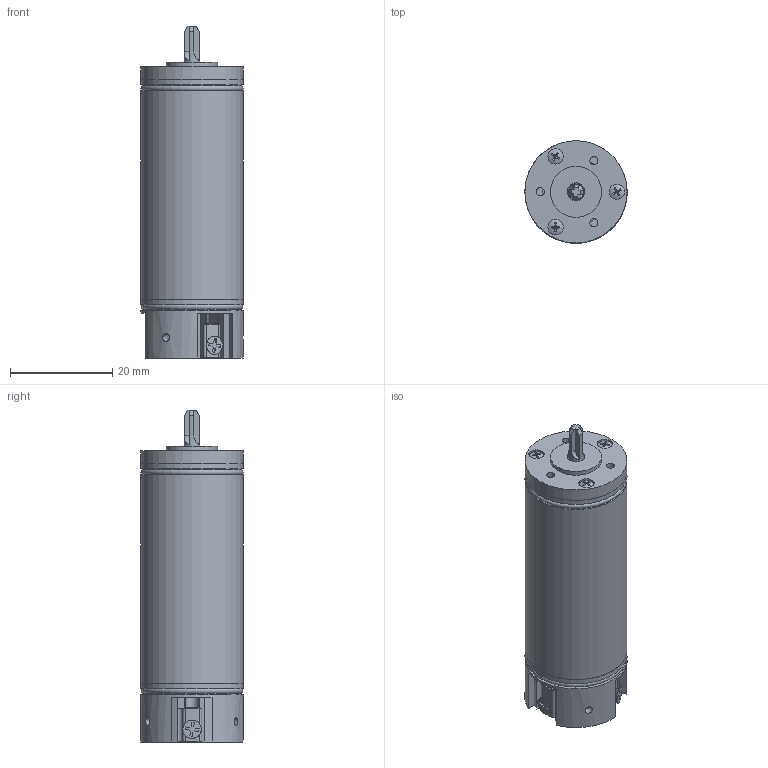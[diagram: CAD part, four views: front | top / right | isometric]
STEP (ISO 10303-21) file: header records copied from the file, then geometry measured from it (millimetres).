
FILE_DESCRIPTION (( 'STEP AP203' ), '1' );
FILE_NAME ('ECH2057 3D芞.STEP', '2025-12-04T01:39:10', ( 'Windows 蚚誧' ), ( 'Organization' ), 'SwSTEP 2.0', 'SolidWorks 2020', '' );
FILE_SCHEMA (( 'CONFIG_CONTROL_DESIGN' ));
Length unit declared in the file: millimetre
Products named in the file (12): 01.01.0074 ヶ傷裔; M1.6x3; 01.02.0152 綴傷裔; 01.20.0008 諉盄嘐隅啣(陔); ECH2057 3Dͼ; 01.20.0007 傷赽釱(陔); 01.05.0004 O型圈; M1.6｡ﾁ5; 01.07.0021 儂褲; 01.10.0036 粣; 01.05.0007 O型圈; 01.06.0003 粣創
Assembly tree (20 placements, depth 2):
  ECH2057 3Dͼ
    01.07.0021 儂褲
    01.01.0074 ヶ傷裔
    01.02.0152 綴傷裔
    01.05.0004 O型圈  x2
    01.06.0003 粣創  x2
    01.10.0036 粣
    01.20.0007 傷赽釱(陔)
    01.20.0008 諉盄嘐隅啣(陔)  x3
    01.05.0007 O型圈  x2
    M1.6｡ﾁ5  x3
    M1.6x3  x3
Bounding box: 20 x 20 x 65 mm (x, y, z)
Volume: 6899.1 mm3; surface area: 13573 mm2
Topology: 20 solids, 20 shells, 612 faces, 1590 edges, 1040 vertices
Faces by surface type: plane 293, cylinder 154, sphere 67, torus 48, cone 26, bspline 24
Full cylindrical faces by diameter (mm): 1.25 x3, 1.3 x3, 1.386 x3, 1.5 x3, 1.6 x6, 1.7 x3, 2 x24, 2.1 x3, 2.5 x3, 3 x9, 3.5 x1, 3.6 x3, 4.5 x5, 5.038 x2, 5.5 x1, 5.962 x2, 6 x1, 6.5 x4, 8 x6, 10 x3, 11 x1, 13 x1, 15.6 x1, 16.8 x1, 18.4 x2, 18.6 x3, 18.7 x1, 18.9 x2, 20 x5
Entity records: 14832 total; most frequent: CARTESIAN_POINT 5186, DIRECTION 1660, ORIENTED_EDGE 1584, EDGE_CURVE 792, AXIS2_PLACEMENT_3D 684, VERTEX_POINT 568, EDGE_LOOP 524, FACE_OUTER_BOUND 417
